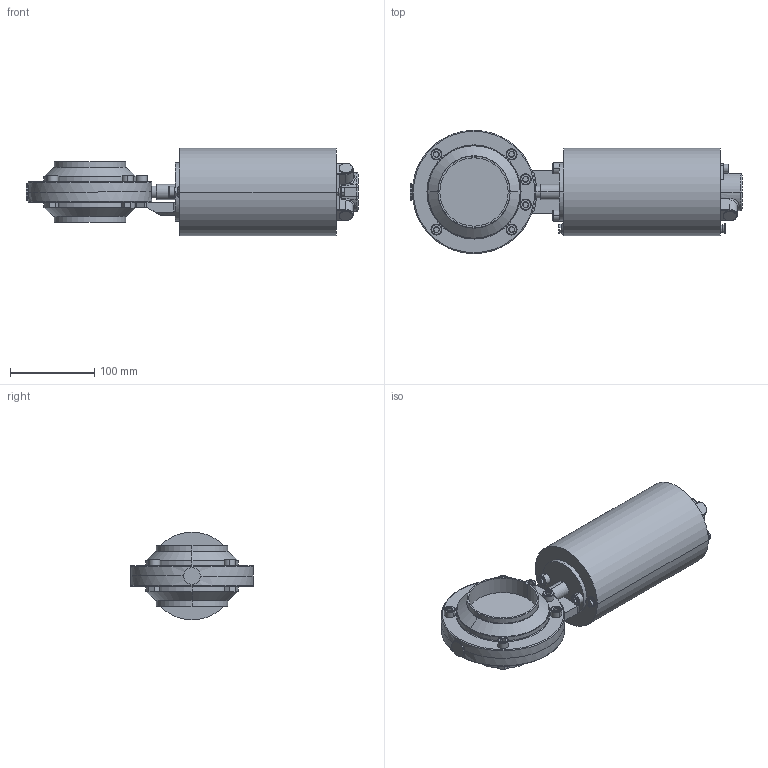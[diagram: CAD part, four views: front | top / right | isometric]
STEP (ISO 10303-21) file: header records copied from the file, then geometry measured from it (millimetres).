
FILE_DESCRIPTION(('OneSpaceDesigner STEP Export'),'2;1');
FILE_NAME('4501.080.130.stp','2009-08-26T13:33:39',(''),(''),'OneSpace Designer STEP processor (Jan. 2003) for AP214(CD)(Solid Model)','OneSpace Designer 12.01F 09-Nov-2004 (C) CoCreate Software GmbH','');
FILE_SCHEMA(('AUTOMOTIVE_DESIGN_CC2 {1 2 10303 214 -1 1 5 1}'));
Length unit declared in the file: millimetre
Products named in the file (2): 4501.080.130-021.1_1; 4501.080.130-021.1
Assembly tree (1 placements, depth 2):
  4501.080.130-021.1
    4501.080.130-021.1_1
Bounding box: 393.56 x 146 x 104 mm (x, y, z)
Volume: 2237988 mm3; surface area: 182711.3 mm2
Topology: 1 solids, 1 shells, 436 faces, 978 edges, 574 vertices
Faces by surface type: plane 166, cylinder 115, cone 74, torus 71, bspline 6, sphere 2, extrusion 2
Entity records: 22690 total; most frequent: CARTESIAN_POINT 10634, ORIENTED_EDGE 1952, DIRECTION 1493, EDGE_CURVE 976, VERTEX_POINT 574, AXIS2_PLACEMENT_3D 542, EDGE_LOOP 472, COLOUR_RGB 437
